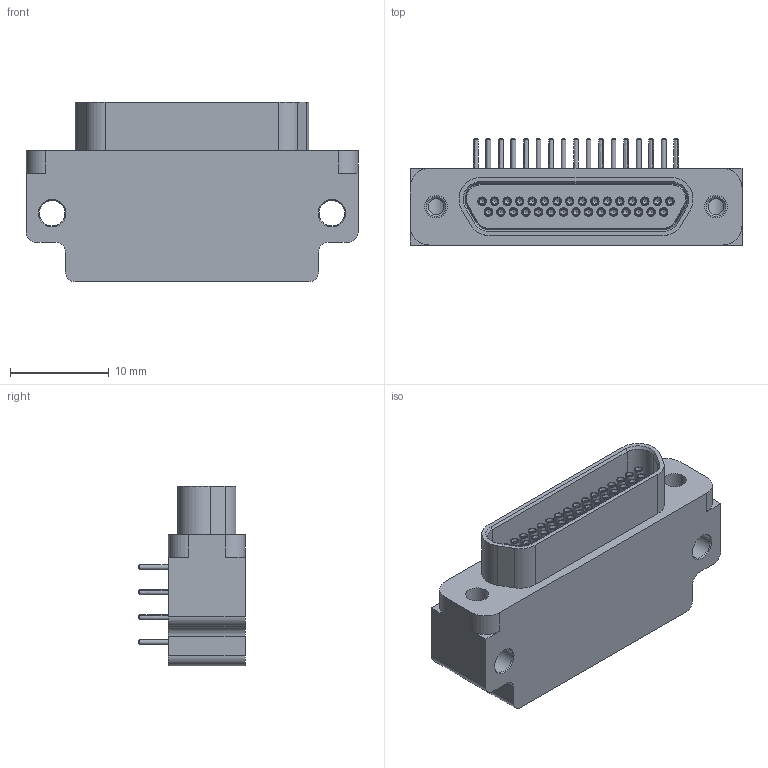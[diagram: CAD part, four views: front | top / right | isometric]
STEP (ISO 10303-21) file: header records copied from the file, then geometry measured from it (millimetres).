
FILE_DESCRIPTION( ( 'Unknown' ), '1' );
FILE_NAME( 'АСДБ.37.18.0760-44СБ Розетка.stp', 'Unknown', ( 'Unknown' ), ( 'Unknown' ), 'PSStep 17.0.49', 'Unknown', ' ' );
FILE_SCHEMA( ( 'AUTOMOTIVE_DESIGN { 1 0 10303 214 1 1 1 1 }' ) );
Length unit declared in the file: millimetre
Products named in the file (1): заливка 31
Bounding box: 33.7 x 10.8 x 18.2 mm (x, y, z)
Volume: 3223.2 mm3; surface area: 3578.4 mm2
Topology: 1 solids, 37 shells, 688 faces, 1608 edges, 1087 vertices
Faces by surface type: plane 313, cylinder 237, cone 85, bspline 53
Full cylindrical faces by diameter (mm): 0.4 x31, 0.5 x9, 0.54 x31, 0.57 x31, 0.86 x31, 0.95 x31, 1 x31, 1.6 x2, 2.3 x2, 2.6 x4
Entity records: 36537 total; most frequent: CARTESIAN_POINT 17915, DIRECTION 2584, ORIENTED_EDGE 2116, EDGE_LOOP 1238, AXIS2_PLACEMENT_3D 1078, EDGE_CURVE 1058, FACE_OUTER_BOUND 926, VERTEX_POINT 883
